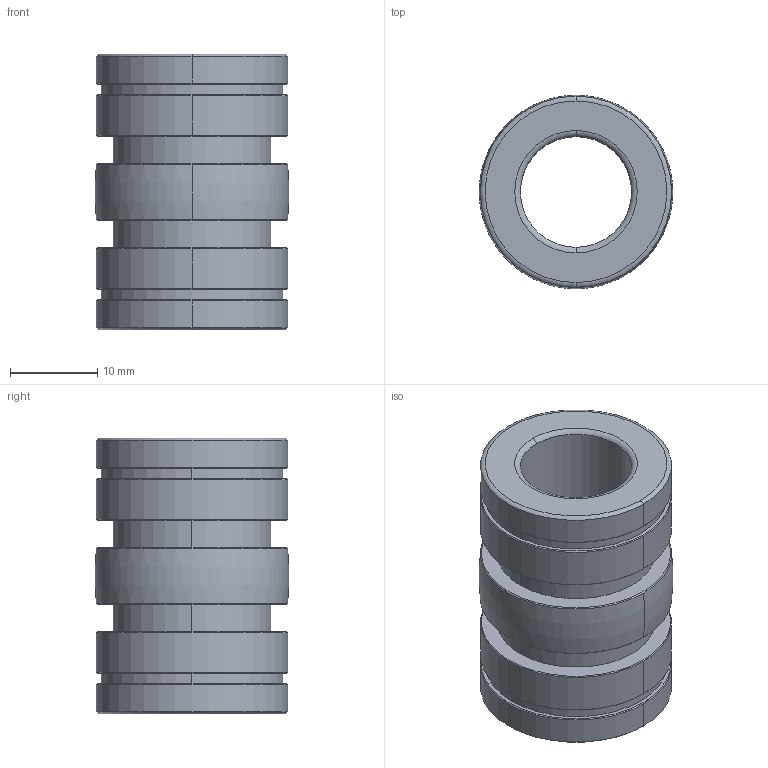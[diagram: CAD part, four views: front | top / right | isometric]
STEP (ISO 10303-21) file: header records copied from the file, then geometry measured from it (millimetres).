
FILE_DESCRIPTION (( 'STEP AP203' ), '1' );
FILE_NAME ('PlainBearing_0CF7C6E576.step', '2022-08-03T11:33:36', ( '' ), ( '' ), 'SwSTEP 2.0', 'SolidWorks 2019', '' );
FILE_SCHEMA (( 'CONFIG_CONTROL_DESIGN' ));
Length unit declared in the file: inch
Products named in the file (3): PlainBearing_0CF7C6E576; uFFMeg7W44_CADModel_0
Assembly tree (1 placements, depth 2):
  PlainBearing_0CF7C6E576
    uFFMeg7W44_CADModel_0
  uFFMeg7W44_CADModel_0
Bounding box: 22.14 x 22.14 x 31.56 mm (x, y, z)
Volume: 7045 mm3; surface area: 7173 mm2
Topology: 2 solids, 2 shells, 58 faces, 140 edges, 92 vertices
Faces by surface type: cylinder 22, cone 16, plane 10, torus 10
Entity records: 2038 total; most frequent: DIRECTION 368, CARTESIAN_POINT 295, ORIENTED_EDGE 280, AXIS2_PLACEMENT_3D 165, EDGE_CURVE 140, CIRCLE 102, VERTEX_POINT 92, EDGE_LOOP 68
